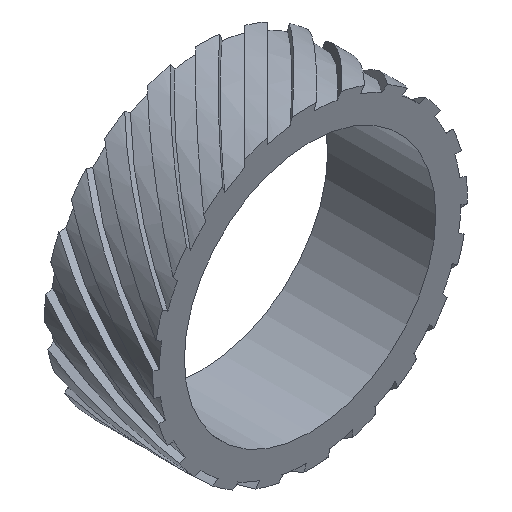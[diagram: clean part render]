
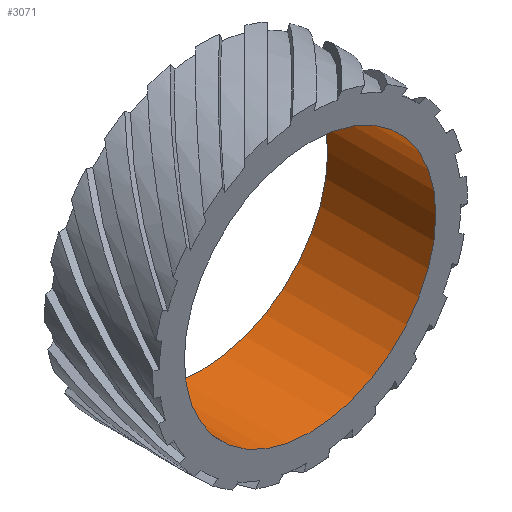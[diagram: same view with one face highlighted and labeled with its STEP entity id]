
A CAD part, isometric view. The second image highlights one B-rep face of the part: STEP entity #3071.
In plain terms, the highlighted cylindrical face has radius 20 mm (diameter 40 mm), a full revolution.
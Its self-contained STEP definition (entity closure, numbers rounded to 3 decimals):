
#746 = EDGE_CURVE('',#747,#747,#749,.T.);
#747 = VERTEX_POINT('',#748);
#748 = CARTESIAN_POINT('',(20.,8.6,0.));
#749 = CIRCLE('',#750,20.);
#750 = AXIS2_PLACEMENT_3D('',#751,#752,#753);
#751 = CARTESIAN_POINT('',(0.,8.6,0.));
#752 = DIRECTION('',(0.,-1.,0.));
#753 = DIRECTION('',(1.,0.,0.));
#1480 = EDGE_CURVE('',#1481,#1481,#1483,.T.);
#1481 = VERTEX_POINT('',#1482);
#1482 = CARTESIAN_POINT('',(20.,-8.6,0.));
#1483 = CIRCLE('',#1484,20.);
#1484 = AXIS2_PLACEMENT_3D('',#1485,#1486,#1487);
#1485 = CARTESIAN_POINT('',(0.,-8.6,0.));
#1486 = DIRECTION('',(0.,-1.,0.));
#1487 = DIRECTION('',(1.,0.,0.));
#3071 = ADVANCED_FACE('',(#3072),#3083,.F.);
#3072 = FACE_BOUND('',#3073,.T.);
#3073 = EDGE_LOOP('',(#3074,#3080,#3081,#3082));
#3074 = ORIENTED_EDGE('',*,*,#3075,.T.);
#3075 = EDGE_CURVE('',#747,#1481,#3076,.T.);
#3076 = LINE('',#3077,#3078);
#3077 = CARTESIAN_POINT('',(20.,8.6,0.));
#3078 = VECTOR('',#3079,1.);
#3079 = DIRECTION('',(0.,-1.,0.));
#3080 = ORIENTED_EDGE('',*,*,#1480,.T.);
#3081 = ORIENTED_EDGE('',*,*,#3075,.F.);
#3082 = ORIENTED_EDGE('',*,*,#746,.F.);
#3083 = CYLINDRICAL_SURFACE('',#3084,20.);
#3084 = AXIS2_PLACEMENT_3D('',#3085,#3086,#3087);
#3085 = CARTESIAN_POINT('',(0.,8.6,0.));
#3086 = DIRECTION('',(0.,1.,0.));
#3087 = DIRECTION('',(1.,0.,0.));
